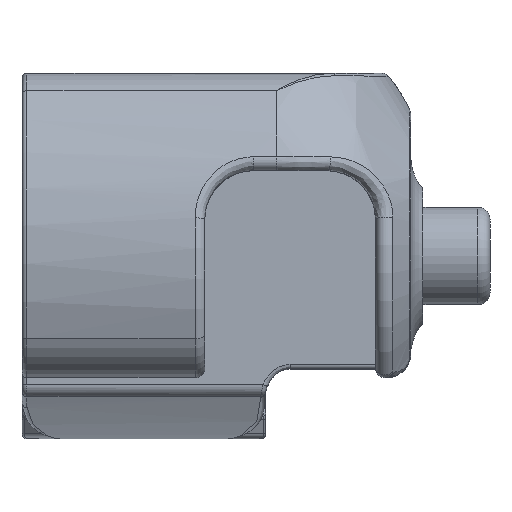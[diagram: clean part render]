
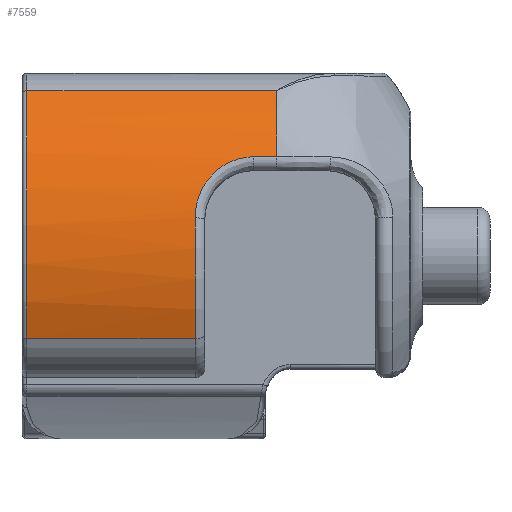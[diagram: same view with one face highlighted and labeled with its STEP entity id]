
A CAD part, left-side view. The second image highlights one B-rep face of the part: STEP entity #7559.
In plain terms, the highlighted cylindrical face has radius 19 mm (diameter 38 mm), a partial arc.
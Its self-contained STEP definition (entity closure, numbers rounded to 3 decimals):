
#562=CYLINDRICAL_SURFACE('',#8087,19.);
#835=FACE_OUTER_BOUND('',#1314,.T.);
#1314=EDGE_LOOP('',(#5913,#5914,#5915,#5916,#5917,#5918,#5919));
#1729=B_SPLINE_CURVE_WITH_KNOTS('',3,(#15814,#15815,#15816,#15817,#15818,
#15819),.UNSPECIFIED.,.F.,.F.,(4,1,1,4),(0.,0.33,0.551,
0.771),.UNSPECIFIED.);
#1991=CIRCLE('',#8071,19.);
#1999=CIRCLE('',#8088,19.);
#2000=CIRCLE('',#8089,19.);
#2471=LINE('',#15711,#2837);
#2475=LINE('',#15810,#2841);
#2476=LINE('',#15821,#2842);
#2837=VECTOR('',#9230,10.);
#2841=VECTOR('',#9238,10.);
#2842=VECTOR('',#9241,10.);
#3347=VERTEX_POINT('',#15624);
#3349=VERTEX_POINT('',#15630);
#3367=VERTEX_POINT('',#15710);
#3371=VERTEX_POINT('',#15809);
#3372=VERTEX_POINT('',#15811);
#3373=VERTEX_POINT('',#15813);
#3374=VERTEX_POINT('',#15820);
#4235=EDGE_CURVE('',#3347,#3349,#1991,.T.);
#4259=EDGE_CURVE('',#3349,#3367,#2471,.T.);
#4266=EDGE_CURVE('',#3371,#3347,#2475,.T.);
#4267=EDGE_CURVE('',#3372,#3371,#1999,.T.);
#4268=EDGE_CURVE('',#3373,#3372,#1729,.T.);
#4269=EDGE_CURVE('',#3374,#3373,#2476,.T.);
#4270=EDGE_CURVE('',#3374,#3367,#2000,.T.);
#5913=ORIENTED_EDGE('',*,*,#4235,.F.);
#5914=ORIENTED_EDGE('',*,*,#4266,.F.);
#5915=ORIENTED_EDGE('',*,*,#4267,.F.);
#5916=ORIENTED_EDGE('',*,*,#4268,.F.);
#5917=ORIENTED_EDGE('',*,*,#4269,.F.);
#5918=ORIENTED_EDGE('',*,*,#4270,.T.);
#5919=ORIENTED_EDGE('',*,*,#4259,.F.);
#7559=ADVANCED_FACE('',(#835),#562,.T.);
#8071=AXIS2_PLACEMENT_3D('',#15634,#9190,#9191);
#8087=AXIS2_PLACEMENT_3D('',#15808,#9236,#9237);
#8088=AXIS2_PLACEMENT_3D('',#15812,#9239,#9240);
#8089=AXIS2_PLACEMENT_3D('',#15822,#9242,#9243);
#9190=DIRECTION('center_axis',(0.,1.,0.));
#9191=DIRECTION('ref_axis',(-0.977,0.,0.214));
#9230=DIRECTION('',(0.,-1.,0.));
#9236=DIRECTION('center_axis',(0.,1.,0.));
#9237=DIRECTION('ref_axis',(0.,0.,1.));
#9238=DIRECTION('',(0.,1.,0.));
#9239=DIRECTION('center_axis',(0.,-1.,0.));
#9240=DIRECTION('ref_axis',(-0.995,0.,-0.103));
#9241=DIRECTION('',(0.,1.,0.));
#9242=DIRECTION('center_axis',(0.,1.,0.));
#9243=DIRECTION('ref_axis',(0.,0.,1.));
#15624=CARTESIAN_POINT('',(131.174,-471.214,228.214));
#15630=CARTESIAN_POINT('',(135.623,-471.214,248.571));
#15634=CARTESIAN_POINT('Origin',(148.921,-471.214,235.));
#15710=CARTESIAN_POINT('',(135.623,-491.714,248.571));
#15711=CARTESIAN_POINT('',(135.623,-512.214,248.571));
#15808=CARTESIAN_POINT('Origin',(148.921,-512.214,235.));
#15809=CARTESIAN_POINT('',(131.174,-485.014,228.214));
#15810=CARTESIAN_POINT('',(131.174,-512.214,228.214));
#15811=CARTESIAN_POINT('',(130.181,-485.014,238.132));
#15812=CARTESIAN_POINT('Origin',(148.921,-485.014,235.));
#15813=CARTESIAN_POINT('',(131.754,-489.814,243.143));
#15814=CARTESIAN_POINT('Ctrl Pts',(131.754,-489.814,243.143));
#15815=CARTESIAN_POINT('Ctrl Pts',(131.754,-488.712,243.143));
#15816=CARTESIAN_POINT('Ctrl Pts',(131.405,-486.912,242.451));
#15817=CARTESIAN_POINT('Ctrl Pts',(130.652,-485.352,240.376));
#15818=CARTESIAN_POINT('Ctrl Pts',(130.307,-485.014,238.888));
#15819=CARTESIAN_POINT('Ctrl Pts',(130.181,-485.014,238.132));
#15820=CARTESIAN_POINT('',(131.754,-491.714,243.143));
#15821=CARTESIAN_POINT('',(131.754,-512.214,243.143));
#15822=CARTESIAN_POINT('Origin',(148.921,-491.714,235.));
